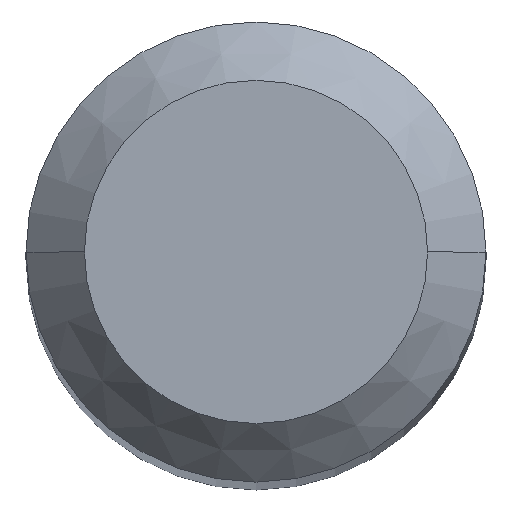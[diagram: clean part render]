
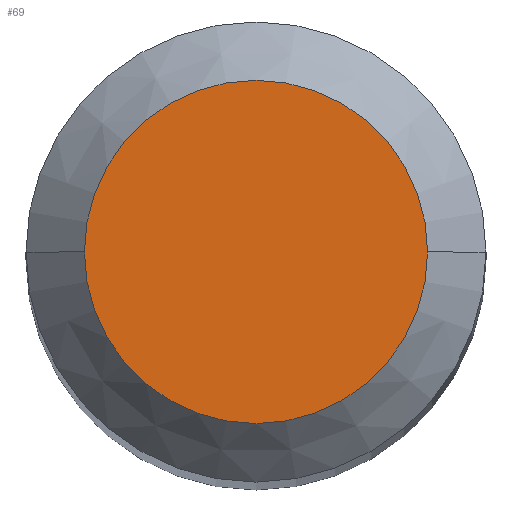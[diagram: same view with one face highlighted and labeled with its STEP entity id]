
A CAD part, top view. The second image highlights one B-rep face of the part: STEP entity #69.
In plain terms, the highlighted planar face has unit normal (0, 0, 1).
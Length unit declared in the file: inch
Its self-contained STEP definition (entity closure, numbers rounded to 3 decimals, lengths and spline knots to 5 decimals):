
#3 = CARTESIAN_POINT ( 'NONE',  ( 0., 0., 1.49606 ) ) ;
#10 = DIRECTION ( 'NONE',  ( 1., 0., 0. ) ) ;
#53 = PLANE ( 'NONE',  #250 ) ;
#55 = FACE_OUTER_BOUND ( 'NONE', #180, .T. ) ;
#67 = CARTESIAN_POINT ( 'NONE',  ( 0., 0., 1.49606 ) ) ;
#69 = ADVANCED_FACE ( 'NONE', ( #55 ), #53, .T. ) ;
#78 = DIRECTION ( 'NONE',  ( 0., 0., 1. ) ) ;
#103 = DIRECTION ( 'NONE',  ( 1., 0., 0. ) ) ;
#114 = AXIS2_PLACEMENT_3D ( 'NONE', #67, #192, #10 ) ;
#128 = ORIENTED_EDGE ( 'NONE', *, *, #191, .T. ) ;
#136 = EDGE_CURVE ( 'NONE', #273, #176, #262, .T. ) ;
#145 = CIRCLE ( 'NONE', #114, 0.04405 ) ;
#150 = DIRECTION ( 'NONE',  ( 0., 0., 1. ) ) ;
#158 = CARTESIAN_POINT ( 'NONE',  ( 0.04405, 0., 1.49606 ) ) ;
#173 = AXIS2_PLACEMENT_3D ( 'NONE', #3, #78, #103 ) ;
#176 = VERTEX_POINT ( 'NONE', #224 ) ;
#180 = EDGE_LOOP ( 'NONE', ( #128, #324 ) ) ;
#184 = DIRECTION ( 'NONE',  ( 1., 0., 0. ) ) ;
#191 = EDGE_CURVE ( 'NONE', #176, #273, #145, .T. ) ;
#192 = DIRECTION ( 'NONE',  ( 0., 0., 1. ) ) ;
#224 = CARTESIAN_POINT ( 'NONE',  ( -0.04405, 0., 1.49606 ) ) ;
#250 = AXIS2_PLACEMENT_3D ( 'NONE', #303, #150, #184 ) ;
#262 = CIRCLE ( 'NONE', #173, 0.04405 ) ;
#273 = VERTEX_POINT ( 'NONE', #158 ) ;
#303 = CARTESIAN_POINT ( 'NONE',  ( 0., 0., 1.49606 ) ) ;
#324 = ORIENTED_EDGE ( 'NONE', *, *, #136, .T. ) ;
